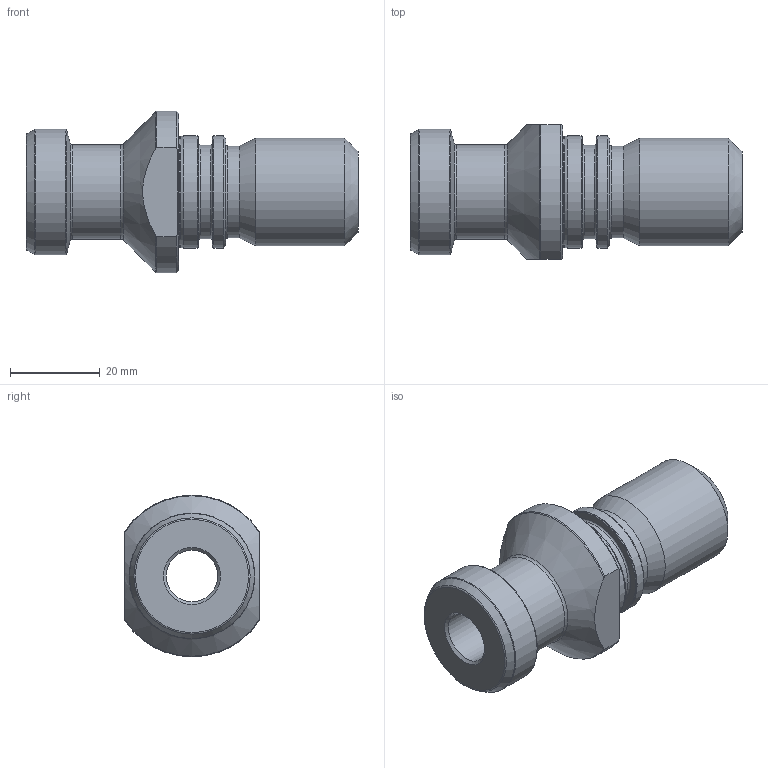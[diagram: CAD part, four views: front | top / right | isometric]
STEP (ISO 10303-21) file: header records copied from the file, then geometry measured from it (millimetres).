
FILE_DESCRIPTION(/* description */ (''),/* implementation_level */ '2;1');
FILE_NAME(/* name */ 'APS-SK50-15-M24-DIN-O-H.stp',/* time_stamp */ '2024-12-19T13:13:53+03:00',/* author */ (''),/* organization */ (''),/* preprocessor_version */ 'ST-DEVELOPER v19.4',/* originating_system */ 'SIEMENS PLM Software NX2306.5001',/* authorisation */ '');
FILE_SCHEMA (('AUTOMOTIVE_DESIGN { 1 0 10303 214 3 1 1 1 }'));
Length unit declared in the file: millimetre
Products named in the file (1): APS-SK50-15-M24-DIN-O-H-LIGHT_objects
Bounding box: 74 x 30 x 36 mm (x, y, z)
Volume: 28759.6 mm3; surface area: 10371.4 mm2
Topology: 1 solids, 1 shells, 48 faces, 106 edges, 62 vertices
Faces by surface type: cone 16, torus 13, cylinder 11, plane 8
Full cylindrical faces by diameter (mm): 11.5 x1, 20.5 x1, 20.8 x1, 21 x1, 24 x1, 24.6 x1, 25 x2, 28 x1
Entity records: 1210 total; most frequent: CARTESIAN_POINT 273, DIRECTION 198, ORIENTED_EDGE 134, AXIS2_PLACEMENT_3D 95, EDGE_LOOP 86, FACE_BOUND 76, EDGE_CURVE 67, VERTEX_POINT 57
